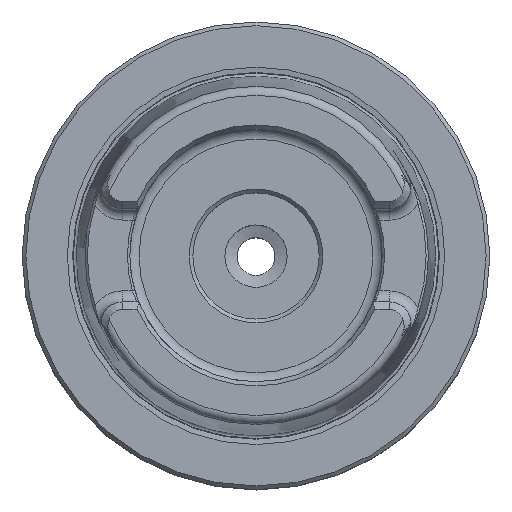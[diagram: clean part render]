
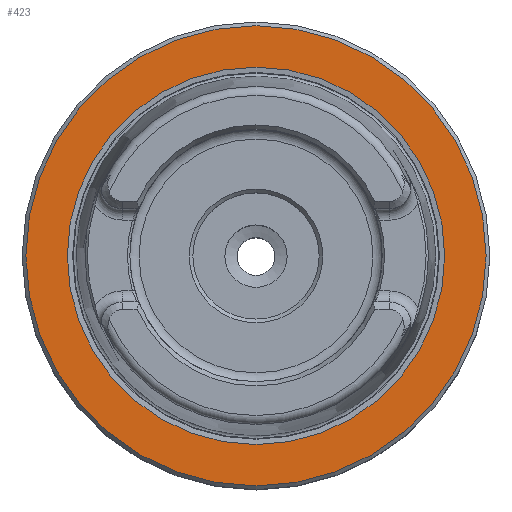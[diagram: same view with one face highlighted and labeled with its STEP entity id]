
A CAD part, top view. The second image highlights one B-rep face of the part: STEP entity #423.
In plain terms, the highlighted planar face has unit normal (0, 0, 1).
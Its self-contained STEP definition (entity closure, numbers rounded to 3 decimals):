
#362=PLANE('',#1797);
#423=ADVANCED_FACE('',(#581,#582),#362,.F.);
#581=FACE_BOUND('',#685,.T.);
#582=FACE_BOUND('',#686,.T.);
#685=EDGE_LOOP('',(#915));
#686=EDGE_LOOP('',(#916));
#915=ORIENTED_EDGE('',*,*,#1466,.T.);
#916=ORIENTED_EDGE('',*,*,#1461,.T.);
#1302=VERTEX_POINT('',#2968);
#1307=VERTEX_POINT('',#2984);
#1461=EDGE_CURVE('',#1302,#1302,#1631,.T.);
#1466=EDGE_CURVE('',#1307,#1307,#1636,.T.);
#1631=CIRCLE('',#1785,25.42);
#1636=CIRCLE('',#1796,31.);
#1785=AXIS2_PLACEMENT_3D('',#2967,#2067,#2068);
#1796=AXIS2_PLACEMENT_3D('',#2983,#2089,#2090);
#1797=AXIS2_PLACEMENT_3D('',#2985,#2091,#2092);
#2067=DIRECTION('',(0.,0.,-1.));
#2068=DIRECTION('',(1.,0.,0.));
#2089=DIRECTION('',(0.,0.,1.));
#2090=DIRECTION('',(1.,0.,0.));
#2091=DIRECTION('',(0.,0.,-1.));
#2092=DIRECTION('',(-1.,0.,0.));
#2967=CARTESIAN_POINT('',(0.,0.,0.));
#2968=CARTESIAN_POINT('',(25.42,0.,0.));
#2983=CARTESIAN_POINT('',(0.,0.,0.));
#2984=CARTESIAN_POINT('',(31.,0.,0.));
#2985=CARTESIAN_POINT('',(-31.5,0.,0.));
